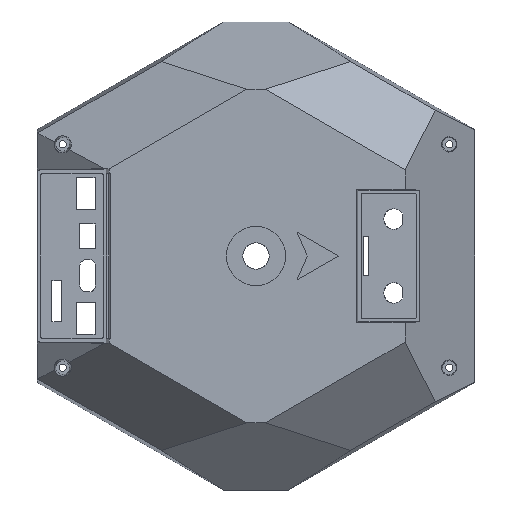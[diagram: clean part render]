
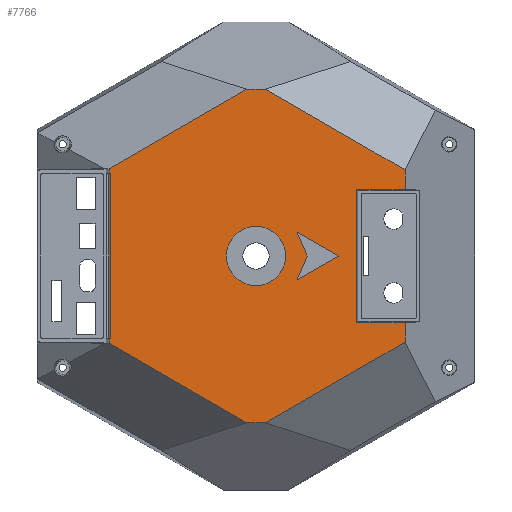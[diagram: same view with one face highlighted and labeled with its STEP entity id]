
A CAD part, front view. The second image highlights one B-rep face of the part: STEP entity #7766.
In plain terms, the highlighted planar face has unit normal (0, -1, 0).
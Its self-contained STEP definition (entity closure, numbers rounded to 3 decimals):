
#188=FACE_BOUND('',#792,.T.);
#189=FACE_BOUND('',#793,.T.);
#355=FACE_OUTER_BOUND('',#791,.T.);
#791=EDGE_LOOP('',(#5656,#5657,#5658,#5659,#5660,#5661,#5662,#5663,#5664,
#5665,#5666,#5667,#5668,#5669,#5670,#5671,#5672,#5673));
#792=EDGE_LOOP('',(#5674,#5675,#5676,#5677));
#793=EDGE_LOOP('',(#5678));
#1182=CIRCLE('',#8233,9.);
#1424=LINE('',#11288,#2353);
#1427=LINE('',#11293,#2356);
#1429=LINE('',#11297,#2358);
#1431=LINE('',#11300,#2360);
#1434=LINE('',#11306,#2363);
#1436=LINE('',#11311,#2365);
#1438=LINE('',#11315,#2367);
#1440=LINE('',#11319,#2369);
#1442=LINE('',#11322,#2371);
#1443=LINE('',#11324,#2372);
#1445=LINE('',#11328,#2374);
#1447=LINE('',#11332,#2376);
#1449=LINE('',#11336,#2378);
#1454=LINE('',#11346,#2383);
#1456=LINE('',#11349,#2385);
#1550=LINE('',#11582,#2479);
#1552=LINE('',#11586,#2481);
#1562=LINE('',#11610,#2491);
#1563=LINE('',#11612,#2492);
#1564=LINE('',#11614,#2493);
#1565=LINE('',#11616,#2494);
#1566=LINE('',#11617,#2495);
#2353=VECTOR('',#9126,10.);
#2356=VECTOR('',#9131,10.);
#2358=VECTOR('',#9135,10.);
#2360=VECTOR('',#9139,10.);
#2363=VECTOR('',#9144,10.);
#2365=VECTOR('',#9148,10.);
#2367=VECTOR('',#9152,10.);
#2369=VECTOR('',#9156,10.);
#2371=VECTOR('',#9160,10.);
#2372=VECTOR('',#9161,10.);
#2374=VECTOR('',#9165,10.);
#2376=VECTOR('',#9169,10.5);
#2378=VECTOR('',#9173,10.5);
#2383=VECTOR('',#9180,10.5);
#2385=VECTOR('',#9184,10.5);
#2479=VECTOR('',#9376,10.5);
#2481=VECTOR('',#9380,10.5);
#2491=VECTOR('',#9406,10.5);
#2492=VECTOR('',#9407,10.);
#2493=VECTOR('',#9408,10.);
#2494=VECTOR('',#9409,10.);
#2495=VECTOR('',#9410,10.5);
#3293=VERTEX_POINT('',#11286);
#3294=VERTEX_POINT('',#11287);
#3295=VERTEX_POINT('',#11292);
#3296=VERTEX_POINT('',#11296);
#3297=VERTEX_POINT('',#11302);
#3298=VERTEX_POINT('',#11304);
#3299=VERTEX_POINT('',#11308);
#3300=VERTEX_POINT('',#11310);
#3301=VERTEX_POINT('',#11314);
#3302=VERTEX_POINT('',#11318);
#3303=VERTEX_POINT('',#11323);
#3304=VERTEX_POINT('',#11327);
#3305=VERTEX_POINT('',#11331);
#3306=VERTEX_POINT('',#11335);
#3309=VERTEX_POINT('',#11343);
#3310=VERTEX_POINT('',#11345);
#3312=VERTEX_POINT('',#11354);
#3399=VERTEX_POINT('',#11579);
#3401=VERTEX_POINT('',#11585);
#3407=VERTEX_POINT('',#11609);
#3408=VERTEX_POINT('',#11611);
#3409=VERTEX_POINT('',#11613);
#3410=VERTEX_POINT('',#11615);
#4107=EDGE_CURVE('',#3293,#3294,#1424,.T.);
#4110=EDGE_CURVE('',#3295,#3293,#1427,.T.);
#4112=EDGE_CURVE('',#3296,#3295,#1429,.T.);
#4114=EDGE_CURVE('',#3294,#3296,#1431,.T.);
#4117=EDGE_CURVE('',#3297,#3298,#1434,.F.);
#4119=EDGE_CURVE('',#3300,#3299,#1436,.T.);
#4121=EDGE_CURVE('',#3301,#3300,#1438,.T.);
#4123=EDGE_CURVE('',#3302,#3301,#1440,.T.);
#4125=EDGE_CURVE('',#3299,#3297,#1442,.T.);
#4126=EDGE_CURVE('',#3303,#3302,#1443,.T.);
#4128=EDGE_CURVE('',#3304,#3303,#1445,.F.);
#4130=EDGE_CURVE('',#3305,#3304,#1447,.T.);
#4132=EDGE_CURVE('',#3306,#3305,#1449,.T.);
#4137=EDGE_CURVE('',#3309,#3310,#1454,.T.);
#4139=EDGE_CURVE('',#3310,#3298,#1456,.T.);
#4141=EDGE_CURVE('',#3312,#3312,#1182,.T.);
#4253=EDGE_CURVE('',#3309,#3399,#1550,.T.);
#4255=EDGE_CURVE('',#3306,#3401,#1552,.T.);
#4267=EDGE_CURVE('',#3399,#3407,#1562,.T.);
#4268=EDGE_CURVE('',#3407,#3408,#1563,.F.);
#4269=EDGE_CURVE('',#3408,#3409,#1564,.T.);
#4270=EDGE_CURVE('',#3409,#3410,#1565,.T.);
#4271=EDGE_CURVE('',#3410,#3401,#1566,.T.);
#5656=ORIENTED_EDGE('',*,*,#4137,.F.);
#5657=ORIENTED_EDGE('',*,*,#4253,.T.);
#5658=ORIENTED_EDGE('',*,*,#4267,.T.);
#5659=ORIENTED_EDGE('',*,*,#4268,.T.);
#5660=ORIENTED_EDGE('',*,*,#4269,.T.);
#5661=ORIENTED_EDGE('',*,*,#4270,.T.);
#5662=ORIENTED_EDGE('',*,*,#4271,.T.);
#5663=ORIENTED_EDGE('',*,*,#4255,.F.);
#5664=ORIENTED_EDGE('',*,*,#4132,.T.);
#5665=ORIENTED_EDGE('',*,*,#4130,.T.);
#5666=ORIENTED_EDGE('',*,*,#4128,.T.);
#5667=ORIENTED_EDGE('',*,*,#4126,.T.);
#5668=ORIENTED_EDGE('',*,*,#4123,.T.);
#5669=ORIENTED_EDGE('',*,*,#4121,.T.);
#5670=ORIENTED_EDGE('',*,*,#4119,.T.);
#5671=ORIENTED_EDGE('',*,*,#4125,.T.);
#5672=ORIENTED_EDGE('',*,*,#4117,.T.);
#5673=ORIENTED_EDGE('',*,*,#4139,.F.);
#5674=ORIENTED_EDGE('',*,*,#4114,.T.);
#5675=ORIENTED_EDGE('',*,*,#4112,.T.);
#5676=ORIENTED_EDGE('',*,*,#4110,.T.);
#5677=ORIENTED_EDGE('',*,*,#4107,.T.);
#5678=ORIENTED_EDGE('',*,*,#4141,.T.);
#7384=PLANE('',#8287);
#7766=ADVANCED_FACE('',(#355,#188,#189),#7384,.T.);
#8233=AXIS2_PLACEMENT_3D('',#11355,#9191,#9192);
#8287=AXIS2_PLACEMENT_3D('',#11608,#9404,#9405);
#9126=DIRECTION('',(-0.398,0.,0.917));
#9131=DIRECTION('',(0.398,0.,0.917));
#9135=DIRECTION('',(-0.866,0.,-0.5));
#9139=DIRECTION('',(0.866,0.,-0.5));
#9144=DIRECTION('',(1.,0.,-0.016));
#9148=DIRECTION('',(-1.,0.,0.));
#9152=DIRECTION('',(0.,0.,-1.));
#9156=DIRECTION('',(1.,0.,0.));
#9160=DIRECTION('',(0.,0.,-1.));
#9161=DIRECTION('',(0.,0.,-1.));
#9165=DIRECTION('',(-1.,0.,-0.016));
#9169=DIRECTION('',(-0.866,0.,-0.5));
#9173=DIRECTION('',(-1.,0.,0.));
#9180=DIRECTION('',(-1.,0.,0.));
#9184=DIRECTION('',(-0.866,0.,0.5));
#9191=DIRECTION('center_axis',(0.,1.,0.));
#9192=DIRECTION('ref_axis',(1.,0.,0.));
#9376=DIRECTION('',(0.866,0.,0.5));
#9380=DIRECTION('',(0.866,0.,-0.5));
#9404=DIRECTION('center_axis',(0.,-1.,0.));
#9405=DIRECTION('ref_axis',(0.,0.,-1.));
#9406=DIRECTION('',(0.,0.,1.));
#9407=DIRECTION('',(1.,0.,0.));
#9408=DIRECTION('',(0.,0.,1.));
#9409=DIRECTION('',(1.,0.,0.));
#9410=DIRECTION('',(0.,0.,1.));
#11286=CARTESIAN_POINT('',(15.63,-54.783,0.));
#11287=CARTESIAN_POINT('',(12.5,-54.783,7.217));
#11288=CARTESIAN_POINT('',(14.393,-54.783,2.853));
#11292=CARTESIAN_POINT('',(12.5,-54.783,-7.217));
#11293=CARTESIAN_POINT('',(12.828,-54.783,-6.461));
#11296=CARTESIAN_POINT('',(25.,-54.783,0.));
#11297=CARTESIAN_POINT('',(15.625,-54.783,-5.413));
#11300=CARTESIAN_POINT('',(9.375,-54.783,9.021));
#11302=CARTESIAN_POINT('',(-44.656,-54.783,-26.59));
#11304=CARTESIAN_POINT('',(-44.737,-54.783,-26.589));
#11306=CARTESIAN_POINT('',(-28.181,-54.783,-26.846));
#11308=CARTESIAN_POINT('',(-44.656,-54.783,-25.209));
#11310=CARTESIAN_POINT('',(-44.156,-54.783,-25.209));
#11311=CARTESIAN_POINT('',(-22.697,-54.783,-25.209));
#11314=CARTESIAN_POINT('',(-44.156,-54.783,25.209));
#11315=CARTESIAN_POINT('',(-44.156,-54.783,-12.604));
#11318=CARTESIAN_POINT('',(-44.656,-54.783,25.209));
#11319=CARTESIAN_POINT('',(-22.447,-54.783,25.209));
#11322=CARTESIAN_POINT('',(-44.656,-54.783,0.));
#11323=CARTESIAN_POINT('',(-44.656,-54.783,26.59));
#11324=CARTESIAN_POINT('',(-44.656,-54.783,0.));
#11327=CARTESIAN_POINT('',(-44.737,-54.783,26.589));
#11328=CARTESIAN_POINT('',(-28.181,-54.783,26.846));
#11331=CARTESIAN_POINT('',(-2.835,-54.783,50.781));
#11332=CARTESIAN_POINT('',(-24.847,-54.783,38.072));
#11335=CARTESIAN_POINT('',(2.835,-54.783,50.781));
#11336=CARTESIAN_POINT('',(0.,-54.783,50.781));
#11343=CARTESIAN_POINT('',(2.835,-54.783,-50.781));
#11345=CARTESIAN_POINT('',(-2.835,-54.783,-50.781));
#11346=CARTESIAN_POINT('',(0.,-54.783,-50.781));
#11349=CARTESIAN_POINT('',(-24.847,-54.783,-38.072));
#11354=CARTESIAN_POINT('',(-9.,-54.783,0.));
#11355=CARTESIAN_POINT('Origin',(0.,-54.783,0.));
#11579=CARTESIAN_POINT('',(45.395,-54.783,-26.209));
#11582=CARTESIAN_POINT('',(20.548,-54.783,-40.554));
#11585=CARTESIAN_POINT('',(45.395,-54.783,26.209));
#11586=CARTESIAN_POINT('',(20.548,-54.783,40.554));
#11608=CARTESIAN_POINT('Origin',(0.,-54.783,
0.));
#11609=CARTESIAN_POINT('',(45.395,-54.783,-20.342));
#11610=CARTESIAN_POINT('',(45.395,-54.783,0.));
#11611=CARTESIAN_POINT('',(30.658,-54.783,-20.342));
#11612=CARTESIAN_POINT('',(27.123,-54.783,-20.342));
#11613=CARTESIAN_POINT('',(30.658,-54.783,20.342));
#11614=CARTESIAN_POINT('',(30.658,-54.783,-10.));
#11615=CARTESIAN_POINT('',(45.395,-54.783,20.342));
#11616=CARTESIAN_POINT('',(27.123,-54.783,20.342));
#11617=CARTESIAN_POINT('',(45.395,-54.783,0.));
